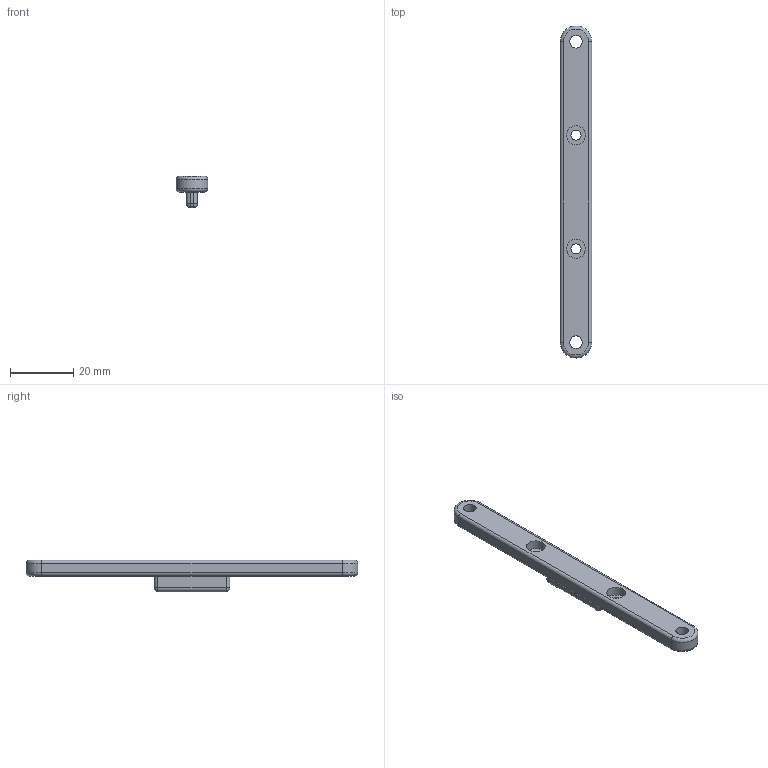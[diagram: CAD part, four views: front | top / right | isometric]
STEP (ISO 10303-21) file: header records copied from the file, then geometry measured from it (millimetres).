
FILE_DESCRIPTION(('FreeCAD Model'),'2;1');
FILE_NAME('y-holding-arm-x2.step', '2021-05-10T12:34:04',('Author'),(''), 'Open CASCADE STEP processor 7.3','FreeCAD','Unknown');
FILE_SCHEMA(('AUTOMOTIVE_DESIGN { 1 0 10303 214 1 1 1 1 }'));
Length unit declared in the file: millimetre
Products named in the file (1): holding-arm
Bounding box: 10 x 105.25 x 10 mm (x, y, z)
Volume: 5131.1 mm3; surface area: 3413.6 mm2
Topology: 1 solids, 1 shells, 39 faces, 86 edges, 48 vertices
Faces by surface type: cylinder 20, plane 11, torus 4, sphere 4
Full cylindrical faces by diameter (mm): 3.2 x2, 4 x2, 6 x2
Entity records: 2118 total; most frequent: CARTESIAN_POINT 404, DIRECTION 325, ORIENTED_EDGE 164, PCURVE 164, DEFINITIONAL_REPRESENTATION 164, LINE 142, VECTOR 142, AXIS2_PLACEMENT_3D 84
